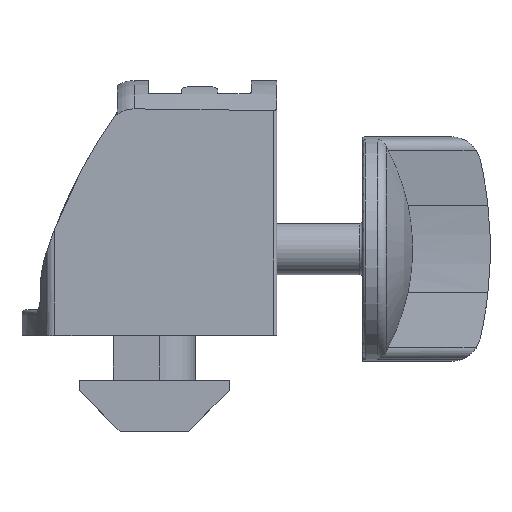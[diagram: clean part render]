
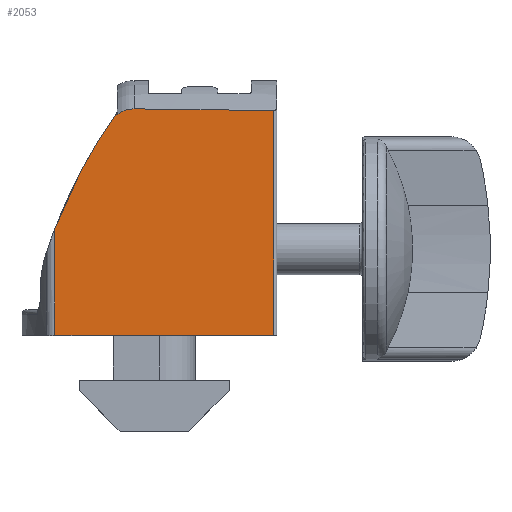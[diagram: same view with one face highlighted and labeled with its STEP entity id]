
A CAD part, top view. The second image highlights one B-rep face of the part: STEP entity #2053.
In plain terms, the highlighted planar face has unit normal (-0.018, 0, 1).
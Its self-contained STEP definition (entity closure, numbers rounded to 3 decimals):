
#68=B_SPLINE_CURVE_WITH_KNOTS('',3,(#3276,#3277,#3278,#3279),
 .UNSPECIFIED.,.F.,.F.,(4,4),(0.,0.002),
 .UNSPECIFIED.);
#249=LINE('',#3268,#414);
#250=LINE('',#3270,#415);
#251=LINE('',#3272,#416);
#414=VECTOR('',#2559,1000.);
#415=VECTOR('',#2560,1000.);
#416=VECTOR('',#2561,1000.);
#717=ORIENTED_EDGE('',*,*,#1262,.F.);
#718=ORIENTED_EDGE('',*,*,#1263,.F.);
#719=ORIENTED_EDGE('',*,*,#1264,.T.);
#720=ORIENTED_EDGE('',*,*,#1265,.T.);
#721=ORIENTED_EDGE('',*,*,#1266,.F.);
#722=ORIENTED_EDGE('',*,*,#1267,.T.);
#723=ORIENTED_EDGE('',*,*,#1268,.T.);
#1262=EDGE_CURVE('',#1547,#1548,#1690,.T.);
#1263=EDGE_CURVE('',#1549,#1547,#1691,.T.);
#1264=EDGE_CURVE('',#1549,#1550,#249,.T.);
#1265=EDGE_CURVE('',#1550,#1551,#250,.T.);
#1266=EDGE_CURVE('',#1552,#1551,#251,.T.);
#1267=EDGE_CURVE('',#1552,#1553,#1692,.F.);
#1268=EDGE_CURVE('',#1553,#1548,#68,.T.);
#1547=VERTEX_POINT('',#3264);
#1548=VERTEX_POINT('',#3265);
#1549=VERTEX_POINT('',#3267);
#1550=VERTEX_POINT('',#3269);
#1551=VERTEX_POINT('',#3271);
#1552=VERTEX_POINT('',#3273);
#1553=VERTEX_POINT('',#3275);
#1690=ELLIPSE('',#2233,920.468,16.064);
#1691=ELLIPSE('',#2234,51.332,51.324);
#1692=ELLIPSE('',#2235,947.818,16.542);
#1742=EDGE_LOOP('',(#717,#718,#719,#720,#721,#722,#723));
#1872=FACE_BOUND('',#1742,.T.);
#1972=PLANE('',#2232);
#2053=ADVANCED_FACE('',(#1872),#1972,.F.);
#2232=AXIS2_PLACEMENT_3D('',#3262,#2553,#2554);
#2233=AXIS2_PLACEMENT_3D('',#3263,#2555,#2556);
#2234=AXIS2_PLACEMENT_3D('',#3266,#2557,#2558);
#2235=AXIS2_PLACEMENT_3D('',#3274,#2562,#2563);
#2553=DIRECTION('',(0.017,0.,-1.));
#2554=DIRECTION('',(-1.,0.,-0.017));
#2555=DIRECTION('',(0.017,0.,-1.));
#2556=DIRECTION('',(1.,0.,0.017));
#2557=DIRECTION('',(0.017,0.,-1.));
#2558=DIRECTION('',(-1.,0.,-0.017));
#2559=DIRECTION('',(0.,-1.,0.));
#2560=DIRECTION('',(1.,0.,0.017));
#2561=DIRECTION('',(0.,-1.,0.));
#2562=DIRECTION('',(0.017,0.,-1.));
#2563=DIRECTION('',(-1.,0.,-0.017));
#3262=CARTESIAN_POINT('',(3.276,27.,9.126));
#3263=CARTESIAN_POINT('',(-519.555,8.458,0.));
#3264=CARTESIAN_POINT('',(9.223,21.606,9.23));
#3265=CARTESIAN_POINT('',(9.4,21.604,9.233));
#3266=CARTESIAN_POINT('',(51.192,-7.935,9.962));
#3267=CARTESIAN_POINT('',(3.276,10.455,9.126));
#3268=CARTESIAN_POINT('',(3.276,27.,9.126));
#3269=CARTESIAN_POINT('',(3.276,0.,9.126));
#3270=CARTESIAN_POINT('',(3.276,0.,9.126));
#3271=CARTESIAN_POINT('',(24.7,0.,9.5));
#3272=CARTESIAN_POINT('',(24.7,27.,9.5));
#3273=CARTESIAN_POINT('',(24.7,22.,9.5));
#3274=CARTESIAN_POINT('',(-519.555,8.458,0.));
#3275=CARTESIAN_POINT('',(11.024,22.164,9.261));
#3276=CARTESIAN_POINT('',(11.024,22.164,9.261));
#3277=CARTESIAN_POINT('',(10.434,22.171,9.251));
#3278=CARTESIAN_POINT('',(9.865,21.965,9.241));
#3279=CARTESIAN_POINT('',(9.4,21.604,9.233));
